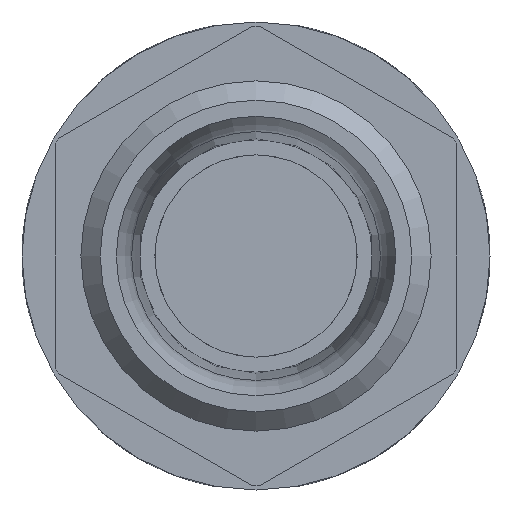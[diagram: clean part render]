
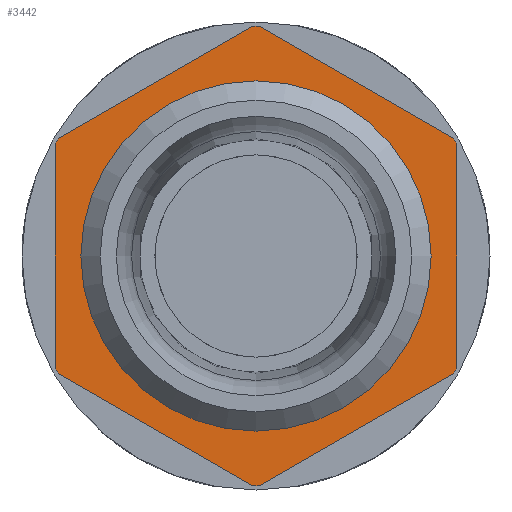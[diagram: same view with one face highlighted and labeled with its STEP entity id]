
A CAD part, front view. The second image highlights one B-rep face of the part: STEP entity #3442.
In plain terms, the highlighted planar face has unit normal (0, -1, 0).
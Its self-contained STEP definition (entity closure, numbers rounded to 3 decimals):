
#57=LINE('',#5399,#219);
#58=LINE('',#5401,#220);
#59=LINE('',#5402,#221);
#60=LINE('',#5403,#222);
#61=LINE('',#5404,#223);
#62=LINE('',#5405,#224);
#219=VECTOR('',#4021,1000.);
#220=VECTOR('',#4022,1000.);
#221=VECTOR('',#4023,1000.);
#222=VECTOR('',#4024,1000.);
#223=VECTOR('',#4025,1000.);
#224=VECTOR('',#4026,1000.);
#408=PLANE('',#3665);
#831=ORIENTED_EDGE('',*,*,#1560,.F.);
#832=ORIENTED_EDGE('',*,*,#1548,.T.);
#833=ORIENTED_EDGE('',*,*,#1561,.F.);
#834=ORIENTED_EDGE('',*,*,#1552,.T.);
#835=ORIENTED_EDGE('',*,*,#1562,.F.);
#836=ORIENTED_EDGE('',*,*,#1534,.T.);
#837=ORIENTED_EDGE('',*,*,#1563,.F.);
#838=ORIENTED_EDGE('',*,*,#1540,.T.);
#839=ORIENTED_EDGE('',*,*,#1564,.F.);
#840=ORIENTED_EDGE('',*,*,#1544,.T.);
#841=ORIENTED_EDGE('',*,*,#1565,.F.);
#842=ORIENTED_EDGE('',*,*,#1566,.T.);
#843=ORIENTED_EDGE('',*,*,#1559,.F.);
#1534=EDGE_CURVE('',#1902,#1900,#2009,.T.);
#1540=EDGE_CURVE('',#1905,#1907,#2012,.T.);
#1544=EDGE_CURVE('',#1909,#1911,#2014,.T.);
#1548=EDGE_CURVE('',#1913,#1915,#2016,.T.);
#1552=EDGE_CURVE('',#1917,#1919,#2018,.T.);
#1559=EDGE_CURVE('',#1926,#1926,#2025,.T.);
#1560=EDGE_CURVE('',#1913,#1927,#57,.T.);
#1561=EDGE_CURVE('',#1917,#1915,#58,.T.);
#1562=EDGE_CURVE('',#1902,#1919,#59,.T.);
#1563=EDGE_CURVE('',#1905,#1900,#60,.T.);
#1564=EDGE_CURVE('',#1909,#1907,#61,.T.);
#1565=EDGE_CURVE('',#1928,#1911,#62,.T.);
#1566=EDGE_CURVE('',#1928,#1927,#2026,.T.);
#1900=VERTEX_POINT('',#5335);
#1902=VERTEX_POINT('',#5338);
#1905=VERTEX_POINT('',#5345);
#1907=VERTEX_POINT('',#5349);
#1909=VERTEX_POINT('',#5354);
#1911=VERTEX_POINT('',#5358);
#1913=VERTEX_POINT('',#5363);
#1915=VERTEX_POINT('',#5367);
#1917=VERTEX_POINT('',#5372);
#1919=VERTEX_POINT('',#5376);
#1926=VERTEX_POINT('',#5397);
#1927=VERTEX_POINT('',#5400);
#1928=VERTEX_POINT('',#5406);
#2009=CIRCLE('',#3638,13.75);
#2012=CIRCLE('',#3642,13.75);
#2014=CIRCLE('',#3645,13.75);
#2016=CIRCLE('',#3648,13.75);
#2018=CIRCLE('',#3651,13.75);
#2025=CIRCLE('',#3664,10.478);
#2026=CIRCLE('',#3666,13.75);
#2087=EDGE_LOOP('',(#831,#832,#833,#834,#835,#836,#837,#838,#839,#840,#841,
#842));
#2088=EDGE_LOOP('',(#843));
#2279=FACE_BOUND('',#2087,.T.);
#2280=FACE_BOUND('',#2088,.T.);
#3442=ADVANCED_FACE('',(#2279,#2280),#408,.T.);
#3638=AXIS2_PLACEMENT_3D('',#5337,#3956,#3957);
#3642=AXIS2_PLACEMENT_3D('',#5350,#3967,#3968);
#3645=AXIS2_PLACEMENT_3D('',#5359,#3975,#3976);
#3648=AXIS2_PLACEMENT_3D('',#5368,#3983,#3984);
#3651=AXIS2_PLACEMENT_3D('',#5377,#3991,#3992);
#3664=AXIS2_PLACEMENT_3D('',#5396,#4017,#4018);
#3665=AXIS2_PLACEMENT_3D('',#5398,#4019,#4020);
#3666=AXIS2_PLACEMENT_3D('',#5407,#4027,#4028);
#3956=DIRECTION('',(0.,-1.,0.));
#3957=DIRECTION('',(0.,0.,-1.));
#3967=DIRECTION('',(0.,-1.,0.));
#3968=DIRECTION('',(0.,0.,-1.));
#3975=DIRECTION('',(0.,-1.,0.));
#3976=DIRECTION('',(0.,0.,-1.));
#3983=DIRECTION('',(0.,-1.,0.));
#3984=DIRECTION('',(0.,0.,-1.));
#3991=DIRECTION('',(0.,-1.,0.));
#3992=DIRECTION('',(0.,0.,-1.));
#4017=DIRECTION('',(0.,-1.,0.));
#4018=DIRECTION('',(0.,0.,-1.));
#4019=DIRECTION('',(0.,-1.,0.));
#4020=DIRECTION('',(0.,0.,-1.));
#4021=DIRECTION('',(0.,0.,-1.));
#4022=DIRECTION('',(0.866,0.,-0.5));
#4023=DIRECTION('',(0.866,0.,0.5));
#4024=DIRECTION('',(0.,0.,1.));
#4025=DIRECTION('',(-0.866,0.,0.5));
#4026=DIRECTION('',(-0.866,0.,-0.5));
#4027=DIRECTION('',(0.,-1.,0.));
#4028=DIRECTION('',(0.,0.,-1.));
#5335=CARTESIAN_POINT('',(-12.,19.,6.713));
#5337=CARTESIAN_POINT('',(0.,19.,0.));
#5338=CARTESIAN_POINT('',(-11.814,19.,7.036));
#5345=CARTESIAN_POINT('',(-12.,19.,-6.713));
#5349=CARTESIAN_POINT('',(-11.814,19.,-7.036));
#5350=CARTESIAN_POINT('',(0.,19.,0.));
#5354=CARTESIAN_POINT('',(-0.186,19.,-13.749));
#5358=CARTESIAN_POINT('',(0.186,19.,-13.749));
#5359=CARTESIAN_POINT('',(0.,19.,0.));
#5363=CARTESIAN_POINT('',(12.,19.,6.713));
#5367=CARTESIAN_POINT('',(11.814,19.,7.036));
#5368=CARTESIAN_POINT('',(0.,19.,0.));
#5372=CARTESIAN_POINT('',(0.186,19.,13.749));
#5376=CARTESIAN_POINT('',(-0.186,19.,13.749));
#5377=CARTESIAN_POINT('',(0.,19.,0.));
#5396=CARTESIAN_POINT('',(0.,19.,0.));
#5397=CARTESIAN_POINT('',(0.,19.,-10.478));
#5398=CARTESIAN_POINT('',(10.478,19.,0.));
#5399=CARTESIAN_POINT('',(12.,19.,6.928));
#5400=CARTESIAN_POINT('',(12.,19.,-6.713));
#5401=CARTESIAN_POINT('',(0.,19.,13.856));
#5402=CARTESIAN_POINT('',(-12.,19.,6.928));
#5403=CARTESIAN_POINT('',(-12.,19.,-6.928));
#5404=CARTESIAN_POINT('',(0.,19.,-13.856));
#5405=CARTESIAN_POINT('',(12.,19.,-6.928));
#5406=CARTESIAN_POINT('',(11.814,19.,-7.036));
#5407=CARTESIAN_POINT('',(0.,19.,0.));
